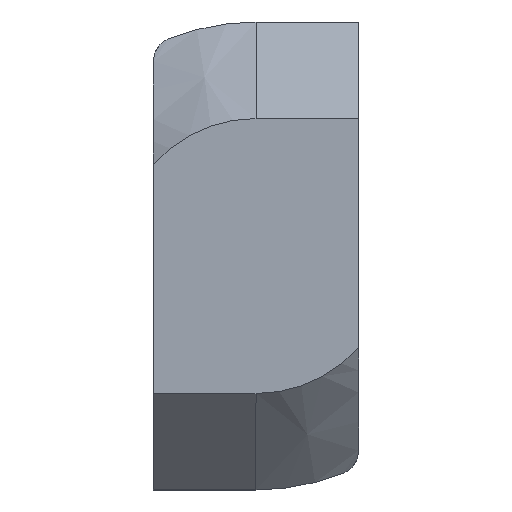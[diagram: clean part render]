
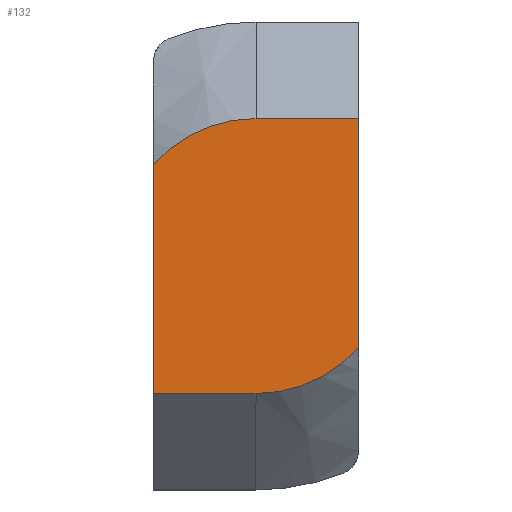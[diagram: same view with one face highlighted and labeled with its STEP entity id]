
A CAD part, front view. The second image highlights one B-rep face of the part: STEP entity #132.
In plain terms, the highlighted planar face has unit normal (0, -1, 0).
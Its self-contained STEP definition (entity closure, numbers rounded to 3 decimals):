
#18 = AXIS2_PLACEMENT_3D ( 'NONE', #329, #334, #741 ) ;
#27 = EDGE_CURVE ( 'NONE', #943, #812, #861, .T. ) ;
#33 = VECTOR ( 'NONE', #792, 1000. ) ;
#54 = CARTESIAN_POINT ( 'NONE',  ( 0., 0., -5.7 ) ) ;
#132 = ADVANCED_FACE ( 'NONE', ( #773 ), #474, .F. ) ;
#136 = ORIENTED_EDGE ( 'NONE', *, *, #27, .F. ) ;
#183 = VECTOR ( 'NONE', #897, 1000. ) ;
#189 = CARTESIAN_POINT ( 'NONE',  ( 0., 0., -5.7 ) ) ;
#205 = CIRCLE ( 'NONE', #280, 5.7 ) ;
#211 = AXIS2_PLACEMENT_3D ( 'NONE', #640, #979, #719 ) ;
#264 = CARTESIAN_POINT ( 'NONE',  ( -4.25, 0., -5.7 ) ) ;
#280 = AXIS2_PLACEMENT_3D ( 'NONE', #522, #919, #520 ) ;
#327 = VERTEX_POINT ( 'NONE', #683 ) ;
#329 = CARTESIAN_POINT ( 'NONE',  ( 0., 0., 0. ) ) ;
#334 = DIRECTION ( 'NONE',  ( 0., 1., 0. ) ) ;
#336 = CIRCLE ( 'NONE', #18, 5.7 ) ;
#346 = EDGE_CURVE ( 'NONE', #356, #327, #205, .T. ) ;
#350 = CARTESIAN_POINT ( 'NONE',  ( -4.25, 0., 3.798 ) ) ;
#353 = CARTESIAN_POINT ( 'NONE',  ( -4.25, 0., 8.07 ) ) ;
#356 = VERTEX_POINT ( 'NONE', #350 ) ;
#367 = VECTOR ( 'NONE', #844, 1000. ) ;
#387 = ORIENTED_EDGE ( 'NONE', *, *, #997, .F. ) ;
#474 = PLANE ( 'NONE',  #211 ) ;
#476 = EDGE_CURVE ( 'NONE', #327, #595, #617, .T. ) ;
#484 = CARTESIAN_POINT ( 'NONE',  ( 0., 0., 5.7 ) ) ;
#486 = LINE ( 'NONE', #353, #367 ) ;
#519 = ORIENTED_EDGE ( 'NONE', *, *, #620, .F. ) ;
#520 = DIRECTION ( 'NONE',  ( 0., 0., 1. ) ) ;
#522 = CARTESIAN_POINT ( 'NONE',  ( 0., 0., 0. ) ) ;
#595 = VERTEX_POINT ( 'NONE', #783 ) ;
#602 = DIRECTION ( 'NONE',  ( 0., 0., -1. ) ) ;
#604 = CARTESIAN_POINT ( 'NONE',  ( 4.25, 0., -8.07 ) ) ;
#614 = VECTOR ( 'NONE', #602, 1000. ) ;
#617 = LINE ( 'NONE', #484, #183 ) ;
#620 = EDGE_CURVE ( 'NONE', #983, #943, #336, .T. ) ;
#640 = CARTESIAN_POINT ( 'NONE',  ( 0., 0., 0. ) ) ;
#653 = ORIENTED_EDGE ( 'NONE', *, *, #346, .F. ) ;
#683 = CARTESIAN_POINT ( 'NONE',  ( 0., 0., 5.7 ) ) ;
#719 = DIRECTION ( 'NONE',  ( 0., 0., 1. ) ) ;
#730 = LINE ( 'NONE', #604, #614 ) ;
#732 = EDGE_LOOP ( 'NONE', ( #763, #653, #387, #136, #519, #1046 ) ) ;
#741 = DIRECTION ( 'NONE',  ( 0., 0., 1. ) ) ;
#763 = ORIENTED_EDGE ( 'NONE', *, *, #476, .F. ) ;
#773 = FACE_OUTER_BOUND ( 'NONE', #732, .T. ) ;
#783 = CARTESIAN_POINT ( 'NONE',  ( 4.25, 0., 5.7 ) ) ;
#792 = DIRECTION ( 'NONE',  ( -1., 0., 0. ) ) ;
#812 = VERTEX_POINT ( 'NONE', #264 ) ;
#844 = DIRECTION ( 'NONE',  ( 0., 0., 1. ) ) ;
#858 = EDGE_CURVE ( 'NONE', #595, #983, #730, .T. ) ;
#861 = LINE ( 'NONE', #54, #33 ) ;
#897 = DIRECTION ( 'NONE',  ( 1., 0., 0. ) ) ;
#919 = DIRECTION ( 'NONE',  ( 0., 1., 0. ) ) ;
#943 = VERTEX_POINT ( 'NONE', #189 ) ;
#979 = DIRECTION ( 'NONE',  ( 0., 1., 0. ) ) ;
#983 = VERTEX_POINT ( 'NONE', #1015 ) ;
#997 = EDGE_CURVE ( 'NONE', #812, #356, #486, .T. ) ;
#1015 = CARTESIAN_POINT ( 'NONE',  ( 4.25, 0., -3.798 ) ) ;
#1046 = ORIENTED_EDGE ( 'NONE', *, *, #858, .F. ) ;
